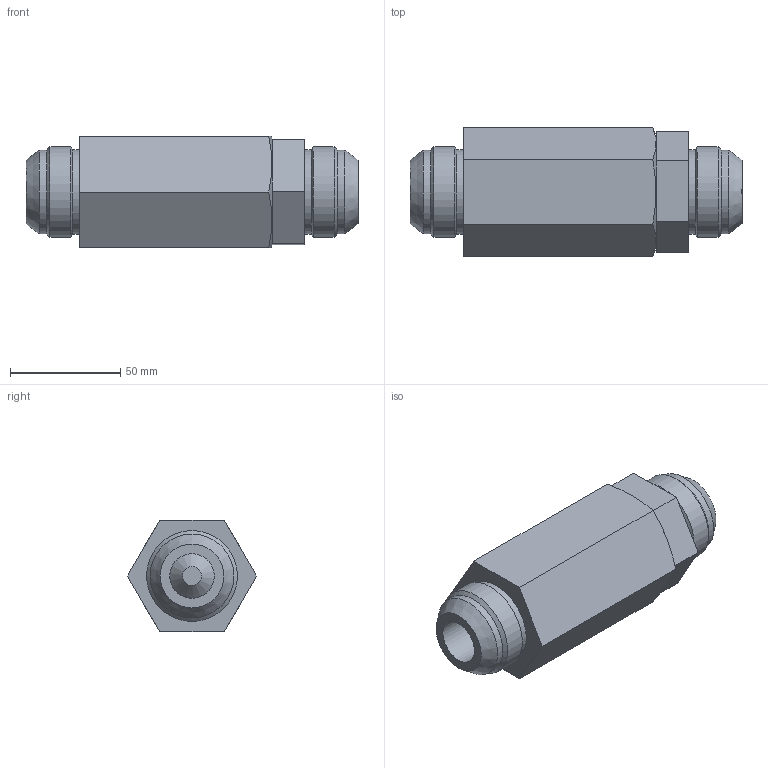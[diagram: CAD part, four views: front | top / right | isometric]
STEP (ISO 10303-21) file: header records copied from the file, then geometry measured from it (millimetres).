
FILE_DESCRIPTION(/* description */ (''),/* implementation_level */ '2;1');
FILE_NAME(/* name */ '10412-620.stp',/* time_stamp */ '2016-08-26T08:51:38-05:00',/* author */ ('jmc'),/* organization */ (''),/* preprocessor_version */ 'ST-DEVELOPER v16.1',/* originating_system */ 'Autodesk Inventor 2016',/* authorisation */ '');
FILE_SCHEMA (('AUTOMOTIVE_DESIGN { 1 0 10303 214 3 1 1 }'));
Length unit declared in the file: inch
Products named in the file (4): 320205; 220636; 990370; 10412-620
Assembly tree (3 placements, depth 2):
  10412-620
    320205
    220636
    990370
Bounding box: 150.88 x 58.66 x 50.8 mm (x, y, z)
Volume: 207371 mm3; surface area: 52815.4 mm2
Topology: 3 solids, 3 shells, 84 faces, 201 edges, 126 vertices
Faces by surface type: cone 28, plane 28, cylinder 27, torus 1
Full cylindrical faces by diameter (mm): 7.544 x6, 12.7 x1, 19.05 x1, 20.244 x1, 21.59 x1, 23.8 x1, 25.4 x1, 28.448 x1, 28.626 x1, 29.362 x2, 30.734 x1, 34.444 x1, 38.125 x2, 38.329 x3, 38.989 x1, 41.275 x3
Entity records: 2545 total; most frequent: CARTESIAN_POINT 803, DIRECTION 348, ORIENTED_EDGE 280, AXIS2_PLACEMENT_3D 159, EDGE_LOOP 148, EDGE_CURVE 140, VERTEX_POINT 110, FACE_OUTER_BOUND 84
